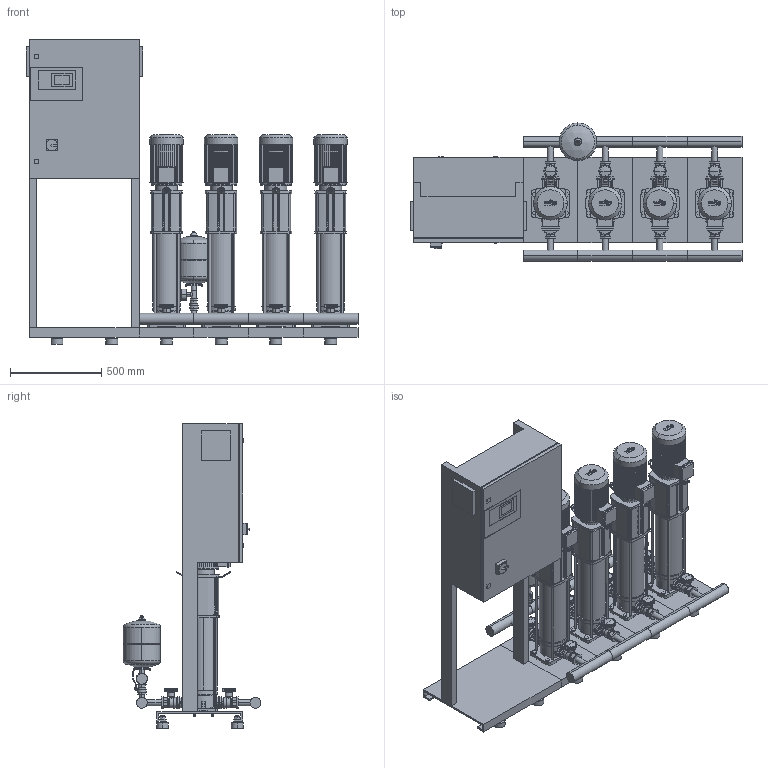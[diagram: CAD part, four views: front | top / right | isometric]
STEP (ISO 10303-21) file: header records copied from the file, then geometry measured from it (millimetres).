
FILE_DESCRIPTION((''),'2;1');
FILE_NAME('3d_COR-4HELIXV418_K_CC-01-2536484.stp','2016-01-22T13:21:17',(''),(''),'Mechanical Desktop 2009','Mechanical Desktop 2009',', , ');
FILE_SCHEMA(('CONFIG_CONTROL_DESIGN'));
Length unit declared in the file: millimetre
Products named in the file (1): Product
Bounding box: 1820 x 756.15 x 1670 mm (x, y, z)
Volume: 234437059.7 mm3; surface area: 11713743.4 mm2
Topology: 163 solids, 163 shells, 6069 faces, 15987 edges, 10535 vertices
Faces by surface type: plane 3021, bspline 1442, cylinder 1368, cone 212, torus 24, sphere 2
Entity records: 196094 total; most frequent: CARTESIAN_POINT 45900, ORIENTED_EDGE 31942, DIRECTION 28737, EDGE_CURVE 15971, VECTOR 11245, LINE 11245, VERTEX_POINT 10530, AXIS2_PLACEMENT_3D 8746
